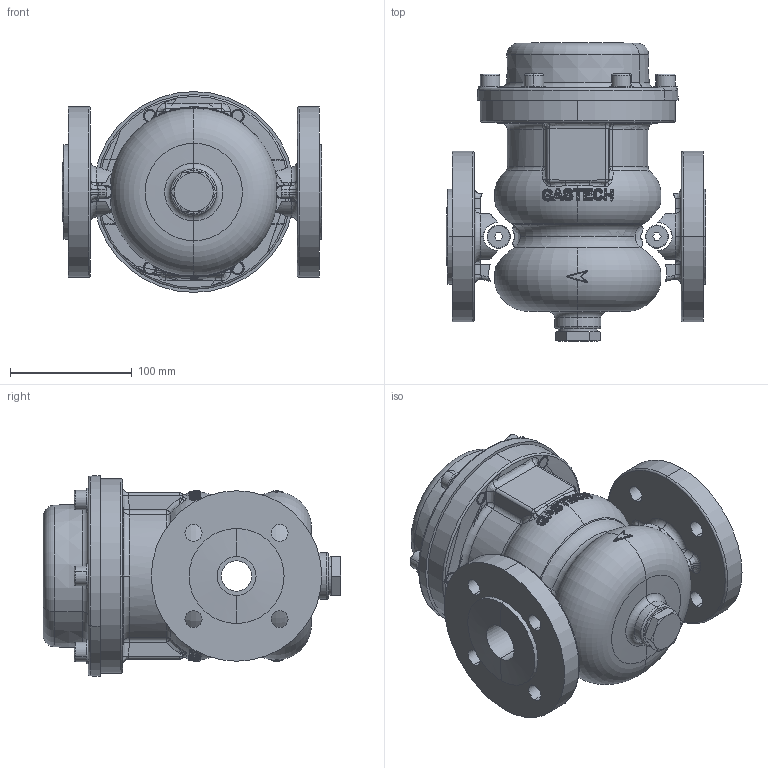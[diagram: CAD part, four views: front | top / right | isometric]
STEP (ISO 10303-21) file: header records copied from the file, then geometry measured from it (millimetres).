
FILE_DESCRIPTION (( 'STEP AP203' ), '1' );
FILE_NAME ('GS32.STEP', '2024-01-03T05:36:01', ( '' ), ( '' ), 'SwSTEP 2.0', 'SolidWorks 2018', '' );
FILE_SCHEMA (( 'CONFIG_CONTROL_DESIGN' ));
Products named in the file (1): GS32
Bounding box: 212.89 x 244.79 x 165.05 mm (x, y, z)
Surface area: 274520 mm2 (no closed solid volume)
Topology: 0 solids, 36 shells, 912 faces, 3007 edges, 2035 vertices
Faces by surface type: bspline 571, cylinder 110, plane 90, torus 80, cone 40, sphere 21
Entity records: 58253 total; most frequent: CARTESIAN_POINT 37893, ORIENTED_EDGE 4441, DIRECTION 2953, EDGE_CURVE 2952, VERTEX_POINT 2035, B_SPLINE_CURVE_WITH_KNOTS 1667, AXIS2_PLACEMENT_3D 1326, EDGE_LOOP 989
